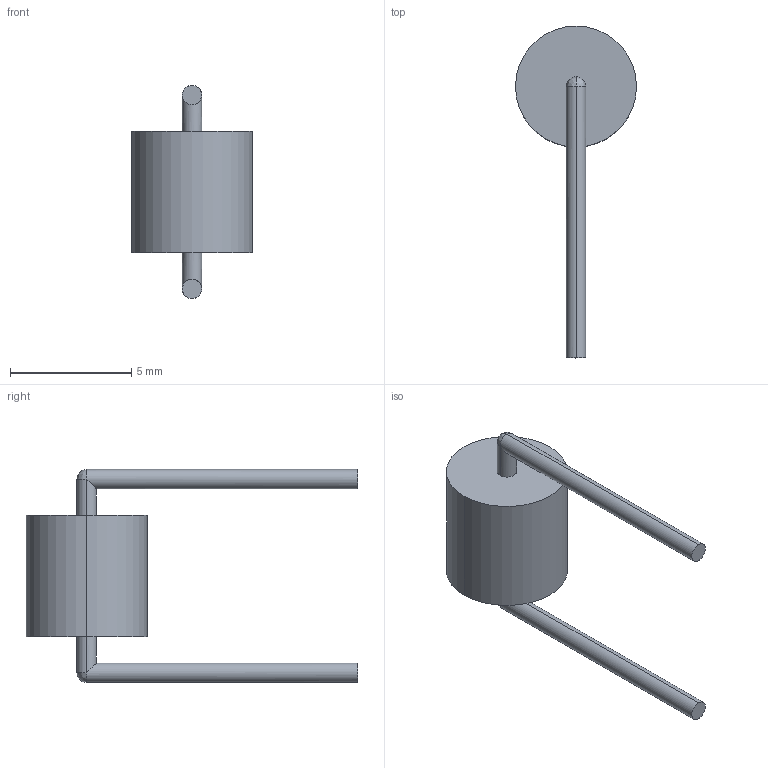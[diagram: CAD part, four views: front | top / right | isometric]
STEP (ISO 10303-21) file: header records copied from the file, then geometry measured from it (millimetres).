
FILE_DESCRIPTION (( 'STEP AP214' ), '1' );
FILE_NAME ('User Library-2037-09-B.STEP', '2017-02-07T18:45:42', ( 'Windows User' ), ( '' ), 'SwSTEP 2.0', 'SolidWorks 2017', '' );
FILE_SCHEMA (( 'AUTOMOTIVE_DESIGN' ));
Length unit declared in the file: millimetre
Products named in the file (1): User Library-2037-09-B
Bounding box: 5 x 13.7 x 8.8 mm (x, y, z)
Volume: 110.9 mm3; surface area: 181.4 mm2
Topology: 1 solids, 1 shells, 18 faces, 40 edges, 22 vertices
Faces by surface type: cylinder 10, bspline 4, plane 4
Entity records: 808 total; most frequent: CARTESIAN_POINT 225, DIRECTION 72, ORIENTED_EDGE 72, EDGE_CURVE 36, AXIS2_PLACEMENT_3D 31, VERTEX_POINT 22, UNCERTAINTY_MEASURE_WITH_UNIT 21, PRESENTATION_LAYER_ASSIGNMENT 20
